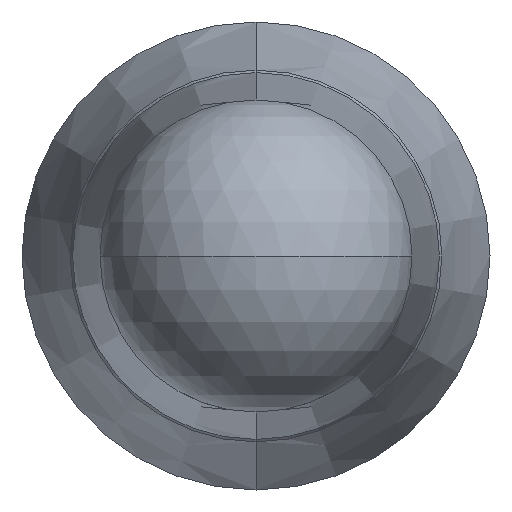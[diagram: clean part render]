
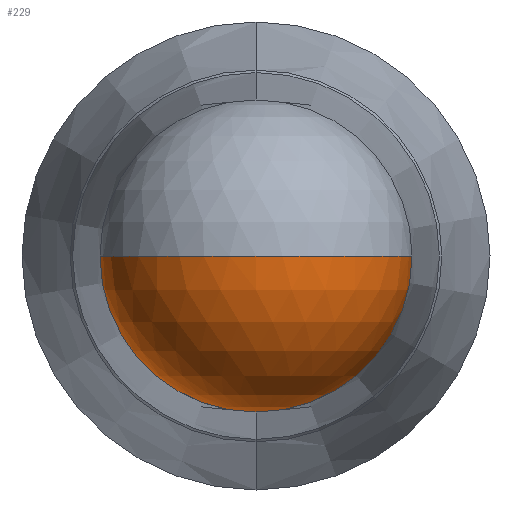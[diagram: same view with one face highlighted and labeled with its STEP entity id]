
A CAD part, front view. The second image highlights one B-rep face of the part: STEP entity #229.
In plain terms, the highlighted spherical face has radius 1.589 mm.
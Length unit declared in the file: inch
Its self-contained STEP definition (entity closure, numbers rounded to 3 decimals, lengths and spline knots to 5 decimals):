
#46 = CARTESIAN_POINT ( 'NONE',  ( 0., 0.06036, 0. ) ) ;
#52 = AXIS2_PLACEMENT_3D ( 'NONE', #294, #501, #203 ) ;
#53 = EDGE_LOOP ( 'NONE', ( #161, #447, #228, #492 ) ) ;
#56 = CARTESIAN_POINT ( 'NONE',  ( 0., 0.06254, 0. ) ) ;
#64 = CARTESIAN_POINT ( 'NONE',  ( 0., 0., 0. ) ) ;
#102 = EDGE_CURVE ( 'NONE', #238, #186, #135, .T. ) ;
#115 = CIRCLE ( 'NONE', #469, 0.06254 ) ;
#121 = CIRCLE ( 'NONE', #139, 0.06254 ) ;
#123 = DIRECTION ( 'NONE',  ( 0., 0., -1. ) ) ;
#130 = DIRECTION ( 'NONE',  ( 1., 0., 0. ) ) ;
#135 = CIRCLE ( 'NONE', #391, 0.0625 ) ;
#139 = AXIS2_PLACEMENT_3D ( 'NONE', #509, #202, #130 ) ;
#161 = ORIENTED_EDGE ( 'NONE', *, *, #323, .T. ) ;
#186 = VERTEX_POINT ( 'NONE', #237 ) ;
#197 = CARTESIAN_POINT ( 'NONE',  ( -0.0625, 0.06036, 0. ) ) ;
#202 = DIRECTION ( 'NONE',  ( 0., 0., 1. ) ) ;
#203 = DIRECTION ( 'NONE',  ( -1., 0., 0. ) ) ;
#215 = CARTESIAN_POINT ( 'NONE',  ( 0., 0.06036, 0. ) ) ;
#228 = ORIENTED_EDGE ( 'NONE', *, *, #256, .T. ) ;
#229 = ADVANCED_FACE ( 'NONE', ( #273 ), #330, .T. ) ;
#237 = CARTESIAN_POINT ( 'NONE',  ( 0.0625, 0.06036, 0. ) ) ;
#238 = VERTEX_POINT ( 'NONE', #249 ) ;
#249 = CARTESIAN_POINT ( 'NONE',  ( 0., 0.06036, -0.0625 ) ) ;
#256 = EDGE_CURVE ( 'NONE', #186, #502, #115, .T. ) ;
#273 = FACE_OUTER_BOUND ( 'NONE', #53, .T. ) ;
#275 = VERTEX_POINT ( 'NONE', #197 ) ;
#284 = DIRECTION ( 'NONE',  ( 0., 0., -1. ) ) ;
#291 = DIRECTION ( 'NONE',  ( -1., 0., 0. ) ) ;
#294 = CARTESIAN_POINT ( 'NONE',  ( 0., 0.06254, 0. ) ) ;
#323 = EDGE_CURVE ( 'NONE', #275, #238, #484, .T. ) ;
#330 = SPHERICAL_SURFACE ( 'NONE', #52, 0.06254 ) ;
#379 = DIRECTION ( 'NONE',  ( 0., -1., 0. ) ) ;
#391 = AXIS2_PLACEMENT_3D ( 'NONE', #215, #379, #474 ) ;
#410 = AXIS2_PLACEMENT_3D ( 'NONE', #46, #412, #123 ) ;
#412 = DIRECTION ( 'NONE',  ( 0., -1., 0. ) ) ;
#431 = EDGE_CURVE ( 'NONE', #275, #502, #121, .T. ) ;
#447 = ORIENTED_EDGE ( 'NONE', *, *, #102, .T. ) ;
#469 = AXIS2_PLACEMENT_3D ( 'NONE', #56, #284, #291 ) ;
#474 = DIRECTION ( 'NONE',  ( 0., 0., -1. ) ) ;
#484 = CIRCLE ( 'NONE', #410, 0.0625 ) ;
#492 = ORIENTED_EDGE ( 'NONE', *, *, #431, .F. ) ;
#501 = DIRECTION ( 'NONE',  ( 0., 0., -1. ) ) ;
#502 = VERTEX_POINT ( 'NONE', #64 ) ;
#509 = CARTESIAN_POINT ( 'NONE',  ( 0., 0.06254, 0. ) ) ;
